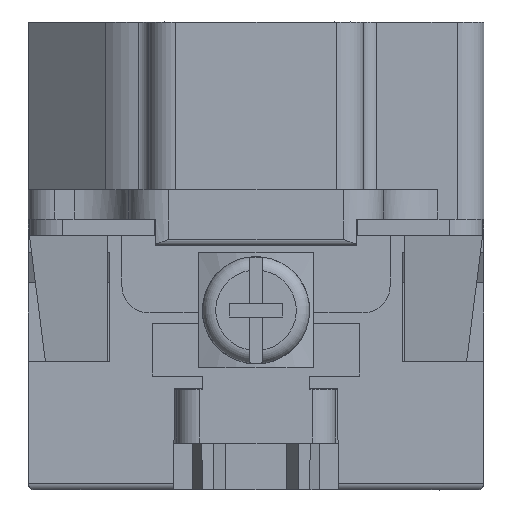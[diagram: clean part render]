
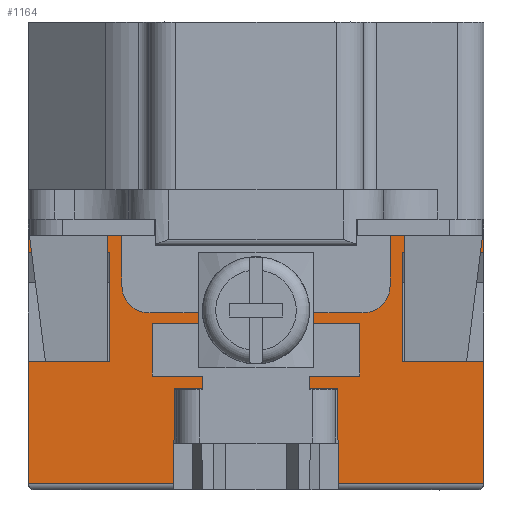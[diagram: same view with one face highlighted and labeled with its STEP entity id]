
A CAD part, front view. The second image highlights one B-rep face of the part: STEP entity #1164.
In plain terms, the highlighted planar face has unit normal (0, -1, 0).
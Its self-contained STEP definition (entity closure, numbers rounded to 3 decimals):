
#915=AXIS2_PLACEMENT_3D('Circle Axis2P3D',#913,#914,$) ;
#955=AXIS2_PLACEMENT_3D('Circle Axis2P3D',#953,#954,$) ;
#1063=AXIS2_PLACEMENT_3D('Plane Axis2P3D',#1060,#1061,#1062) ;
#690=CARTESIAN_POINT('Line Origine',(3.05,10.3,17.7)) ;
#694=CARTESIAN_POINT('Vertex',(0.,10.3,17.7)) ;
#696=CARTESIAN_POINT('Vertex',(6.1,10.3,17.7)) ;
#765=CARTESIAN_POINT('Vertex',(6.1,10.3,9.6)) ;
#768=CARTESIAN_POINT('Line Origine',(6.1,10.3,13.65)) ;
#789=CARTESIAN_POINT('Vertex',(0.,10.3,9.6)) ;
#792=CARTESIAN_POINT('Line Origine',(3.05,10.3,9.6)) ;
#804=CARTESIAN_POINT('Line Origine',(30.95,10.3,17.7)) ;
#808=CARTESIAN_POINT('Vertex',(27.9,10.3,17.7)) ;
#810=CARTESIAN_POINT('Vertex',(34.,10.3,17.7)) ;
#844=CARTESIAN_POINT('Line Origine',(27.9,10.3,13.65)) ;
#848=CARTESIAN_POINT('Vertex',(27.9,10.3,9.6)) ;
#889=CARTESIAN_POINT('Line Origine',(30.95,10.3,9.6)) ;
#893=CARTESIAN_POINT('Vertex',(34.,10.3,9.6)) ;
#913=CARTESIAN_POINT('Axis2P3D Location',(17.021,10.3,13.22)) ;
#917=CARTESIAN_POINT('Vertex',(20.001,10.3,13.272)) ;
#919=CARTESIAN_POINT('Vertex',(17.,10.3,16.2)) ;
#953=CARTESIAN_POINT('Axis2P3D Location',(16.979,10.3,13.22)) ;
#957=CARTESIAN_POINT('Vertex',(13.999,10.3,13.272)) ;
#989=CARTESIAN_POINT('Vertex',(23.17,10.3,0.5)) ;
#994=CARTESIAN_POINT('Line Origine',(23.114,10.3,3.8)) ;
#998=CARTESIAN_POINT('Vertex',(23.05,10.3,7.6)) ;
#1060=CARTESIAN_POINT('Axis2P3D Location',(0.,10.3,19.2)) ;
#1065=CARTESIAN_POINT('Line Origine',(10.89,10.3,4.05)) ;
#1069=CARTESIAN_POINT('Vertex',(10.83,10.3,0.5)) ;
#1071=CARTESIAN_POINT('Vertex',(10.95,10.3,7.6)) ;
#1074=CARTESIAN_POINT('Line Origine',(12.425,10.3,7.6)) ;
#1078=CARTESIAN_POINT('Vertex',(13.9,10.3,7.6)) ;
#1081=CARTESIAN_POINT('Line Origine',(13.95,10.3,10.436)) ;
#1086=CARTESIAN_POINT('Line Origine',(20.05,10.3,10.436)) ;
#1090=CARTESIAN_POINT('Vertex',(20.1,10.3,7.6)) ;
#1093=CARTESIAN_POINT('Line Origine',(21.575,10.3,7.6)) ;
#1098=CARTESIAN_POINT('Line Origine',(28.585,10.3,0.5)) ;
#1102=CARTESIAN_POINT('Vertex',(34.,10.3,0.5)) ;
#1105=CARTESIAN_POINT('Line Origine',(34.,10.3,5.05)) ;
#1110=CARTESIAN_POINT('Line Origine',(34.,10.3,18.45)) ;
#1114=CARTESIAN_POINT('Vertex',(34.,10.3,19.2)) ;
#1117=CARTESIAN_POINT('Line Origine',(17.,10.3,19.2)) ;
#1121=CARTESIAN_POINT('Vertex',(0.,10.3,19.2)) ;
#1124=CARTESIAN_POINT('Line Origine',(0.,10.3,18.45)) ;
#1129=CARTESIAN_POINT('Line Origine',(0.,10.3,5.05)) ;
#1133=CARTESIAN_POINT('Vertex',(0.,10.3,0.5)) ;
#1136=CARTESIAN_POINT('Line Origine',(5.415,10.3,0.5)) ;
#691=DIRECTION('Vector Direction',(1.,0.,0.)) ;
#769=DIRECTION('Vector Direction',(0.,0.,-1.)) ;
#793=DIRECTION('Vector Direction',(1.,0.,0.)) ;
#805=DIRECTION('Vector Direction',(1.,0.,0.)) ;
#845=DIRECTION('Vector Direction',(0.,0.,-1.)) ;
#890=DIRECTION('Vector Direction',(1.,0.,0.)) ;
#914=DIRECTION('Axis2P3D Direction',(-0.,-1.,-0.)) ;
#954=DIRECTION('Axis2P3D Direction',(-0.,-1.,-0.)) ;
#995=DIRECTION('Vector Direction',(-0.017,0.,1.)) ;
#1061=DIRECTION('Axis2P3D Direction',(0.,-1.,0.)) ;
#1062=DIRECTION('Axis2P3D XDirection',(0.,0.,-1.)) ;
#1066=DIRECTION('Vector Direction',(-0.017,0.,-1.)) ;
#1075=DIRECTION('Vector Direction',(-1.,0.,0.)) ;
#1082=DIRECTION('Vector Direction',(0.017,0.,1.)) ;
#1087=DIRECTION('Vector Direction',(0.017,0.,-1.)) ;
#1094=DIRECTION('Vector Direction',(1.,0.,0.)) ;
#1099=DIRECTION('Vector Direction',(1.,0.,0.)) ;
#1106=DIRECTION('Vector Direction',(0.,0.,-1.)) ;
#1111=DIRECTION('Vector Direction',(0.,0.,-1.)) ;
#1118=DIRECTION('Vector Direction',(1.,0.,0.)) ;
#1125=DIRECTION('Vector Direction',(0.,0.,-1.)) ;
#1130=DIRECTION('Vector Direction',(0.,0.,-1.)) ;
#1137=DIRECTION('Vector Direction',(1.,0.,0.)) ;
#692=VECTOR('Line Direction',#691,1.) ;
#770=VECTOR('Line Direction',#769,1.) ;
#794=VECTOR('Line Direction',#793,1.) ;
#806=VECTOR('Line Direction',#805,1.) ;
#846=VECTOR('Line Direction',#845,1.) ;
#891=VECTOR('Line Direction',#890,1.) ;
#996=VECTOR('Line Direction',#995,1.) ;
#1067=VECTOR('Line Direction',#1066,1.) ;
#1076=VECTOR('Line Direction',#1075,1.) ;
#1083=VECTOR('Line Direction',#1082,1.) ;
#1088=VECTOR('Line Direction',#1087,1.) ;
#1095=VECTOR('Line Direction',#1094,1.) ;
#1100=VECTOR('Line Direction',#1099,1.) ;
#1107=VECTOR('Line Direction',#1106,1.) ;
#1112=VECTOR('Line Direction',#1111,1.) ;
#1119=VECTOR('Line Direction',#1118,1.) ;
#1126=VECTOR('Line Direction',#1125,1.) ;
#1131=VECTOR('Line Direction',#1130,1.) ;
#1138=VECTOR('Line Direction',#1137,1.) ;
#1142=ORIENTED_EDGE('',*,*,#1073,.T.) ;
#1143=ORIENTED_EDGE('',*,*,#1080,.F.) ;
#1144=ORIENTED_EDGE('',*,*,#1085,.T.) ;
#1145=ORIENTED_EDGE('',*,*,#959,.F.) ;
#1146=ORIENTED_EDGE('',*,*,#921,.F.) ;
#1147=ORIENTED_EDGE('',*,*,#1092,.T.) ;
#1148=ORIENTED_EDGE('',*,*,#1097,.F.) ;
#1149=ORIENTED_EDGE('',*,*,#1000,.T.) ;
#1150=ORIENTED_EDGE('',*,*,#1104,.T.) ;
#1151=ORIENTED_EDGE('',*,*,#1109,.F.) ;
#1152=ORIENTED_EDGE('',*,*,#895,.F.) ;
#1153=ORIENTED_EDGE('',*,*,#850,.T.) ;
#1154=ORIENTED_EDGE('',*,*,#812,.T.) ;
#1155=ORIENTED_EDGE('',*,*,#1116,.F.) ;
#1156=ORIENTED_EDGE('',*,*,#1123,.F.) ;
#1157=ORIENTED_EDGE('',*,*,#1128,.T.) ;
#1158=ORIENTED_EDGE('',*,*,#698,.T.) ;
#1159=ORIENTED_EDGE('',*,*,#772,.F.) ;
#1160=ORIENTED_EDGE('',*,*,#796,.F.) ;
#1161=ORIENTED_EDGE('',*,*,#1135,.T.) ;
#1162=ORIENTED_EDGE('',*,*,#1140,.T.) ;
#1164=ADVANCED_FACE('Hauptkoerper',(#1163),#1064,.T.) ;
#916=CIRCLE('generated circle',#915,2.98) ;
#956=CIRCLE('generated circle',#955,2.98) ;
#698=EDGE_CURVE('',#695,#697,#693,.T.) ;
#772=EDGE_CURVE('',#766,#697,#771,.F.) ;
#796=EDGE_CURVE('',#790,#766,#795,.T.) ;
#812=EDGE_CURVE('',#809,#811,#807,.T.) ;
#850=EDGE_CURVE('',#849,#809,#847,.F.) ;
#895=EDGE_CURVE('',#849,#894,#892,.T.) ;
#921=EDGE_CURVE('',#918,#920,#916,.T.) ;
#959=EDGE_CURVE('',#920,#958,#956,.T.) ;
#1000=EDGE_CURVE('',#999,#990,#997,.F.) ;
#1073=EDGE_CURVE('',#1070,#1072,#1068,.F.) ;
#1080=EDGE_CURVE('',#1079,#1072,#1077,.T.) ;
#1085=EDGE_CURVE('',#1079,#958,#1084,.T.) ;
#1092=EDGE_CURVE('',#918,#1091,#1089,.T.) ;
#1097=EDGE_CURVE('',#999,#1091,#1096,.F.) ;
#1104=EDGE_CURVE('',#990,#1103,#1101,.T.) ;
#1109=EDGE_CURVE('',#894,#1103,#1108,.T.) ;
#1116=EDGE_CURVE('',#1115,#811,#1113,.T.) ;
#1123=EDGE_CURVE('',#1122,#1115,#1120,.T.) ;
#1128=EDGE_CURVE('',#1122,#695,#1127,.T.) ;
#1135=EDGE_CURVE('',#790,#1134,#1132,.T.) ;
#1140=EDGE_CURVE('',#1134,#1070,#1139,.T.) ;
#1141=EDGE_LOOP('',(#1142,#1143,#1144,#1145,#1146,#1147,#1148,#1149,#1150,#1151,#1152,#1153,#1154,#1155,#1156,#1157,#1158,#1159,#1160,#1161,#1162)) ;
#1163=FACE_OUTER_BOUND('',#1141,.T.) ;
#693=LINE('Line',#690,#692) ;
#771=LINE('Line',#768,#770) ;
#795=LINE('Line',#792,#794) ;
#807=LINE('Line',#804,#806) ;
#847=LINE('Line',#844,#846) ;
#892=LINE('Line',#889,#891) ;
#997=LINE('Line',#994,#996) ;
#1068=LINE('Line',#1065,#1067) ;
#1077=LINE('Line',#1074,#1076) ;
#1084=LINE('Line',#1081,#1083) ;
#1089=LINE('Line',#1086,#1088) ;
#1096=LINE('Line',#1093,#1095) ;
#1101=LINE('Line',#1098,#1100) ;
#1108=LINE('Line',#1105,#1107) ;
#1113=LINE('Line',#1110,#1112) ;
#1120=LINE('Line',#1117,#1119) ;
#1127=LINE('Line',#1124,#1126) ;
#1132=LINE('Line',#1129,#1131) ;
#1139=LINE('Line',#1136,#1138) ;
#1064=PLANE('',#1063) ;
#695=VERTEX_POINT('',#694) ;
#697=VERTEX_POINT('',#696) ;
#766=VERTEX_POINT('',#765) ;
#790=VERTEX_POINT('',#789) ;
#809=VERTEX_POINT('',#808) ;
#811=VERTEX_POINT('',#810) ;
#849=VERTEX_POINT('',#848) ;
#894=VERTEX_POINT('',#893) ;
#918=VERTEX_POINT('',#917) ;
#920=VERTEX_POINT('',#919) ;
#958=VERTEX_POINT('',#957) ;
#990=VERTEX_POINT('',#989) ;
#999=VERTEX_POINT('',#998) ;
#1070=VERTEX_POINT('',#1069) ;
#1072=VERTEX_POINT('',#1071) ;
#1079=VERTEX_POINT('',#1078) ;
#1091=VERTEX_POINT('',#1090) ;
#1103=VERTEX_POINT('',#1102) ;
#1115=VERTEX_POINT('',#1114) ;
#1122=VERTEX_POINT('',#1121) ;
#1134=VERTEX_POINT('',#1133) ;
